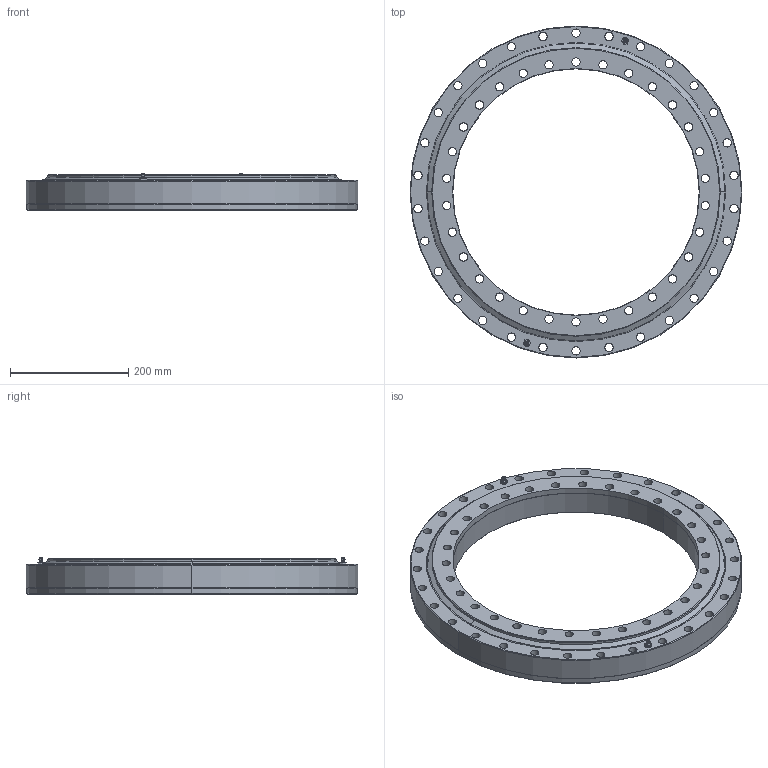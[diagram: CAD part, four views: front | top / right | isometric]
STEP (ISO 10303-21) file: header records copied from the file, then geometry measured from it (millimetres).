
FILE_DESCRIPTION (( 'STEP AP214' ), '1' );
FILE_NAME ('SD.562.18.15.D.1-R.STEP', '2016-06-22T13:44:31', ( '' ), ( '' ), 'SwSTEP 2.0', 'SolidWorks 2015', '' );
FILE_SCHEMA (( 'AUTOMOTIVE_DESIGN' ));
Length unit declared in the file: millimetre
Products named in the file (7): Grease nipple M10x1mm; SD.562.18.15.D.1-R - OR Seal; SD.562.18.15.D.1-R - IR Seal; SD.562.18.15.D.1-R - IR; SD.562.18.15.D.1-R - OR; SD.562.18.15.D.1-R; Roller L18
Assembly tree (54 placements, depth 2):
  SD.562.18.15.D.1-R
    SD.562.18.15.D.1-R - IR
    SD.562.18.15.D.1-R - OR
    Roller L18  x48
    SD.562.18.15.D.1-R - IR Seal
    SD.562.18.15.D.1-R - OR Seal
    Grease nipple M10x1mm  x2
Bounding box: 562 x 562 x 61 mm (x, y, z)
Volume: 4790109.3 mm3; surface area: 896577.9 mm2
Topology: 54 solids, 54 shells, 676 faces, 1399 edges, 840 vertices
Faces by surface type: cylinder 264, torus 215, plane 133, cone 64
Entity records: 9262 total; most frequent: DIRECTION 1692, CARTESIAN_POINT 1668, ORIENTED_EDGE 1338, AXIS2_PLACEMENT_3D 740, EDGE_CURVE 669, VERTEX_POINT 422, CIRCLE 417, EDGE_LOOP 407
